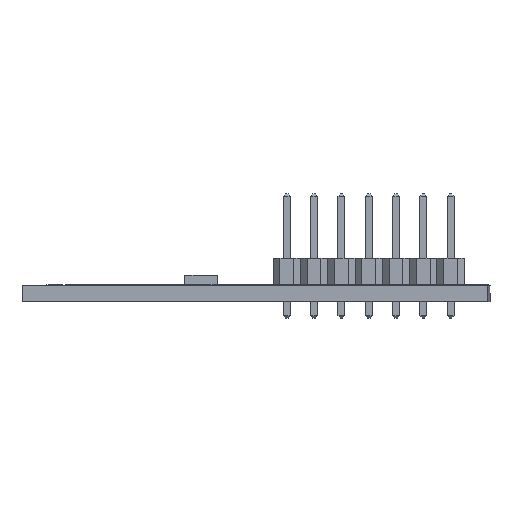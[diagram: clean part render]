
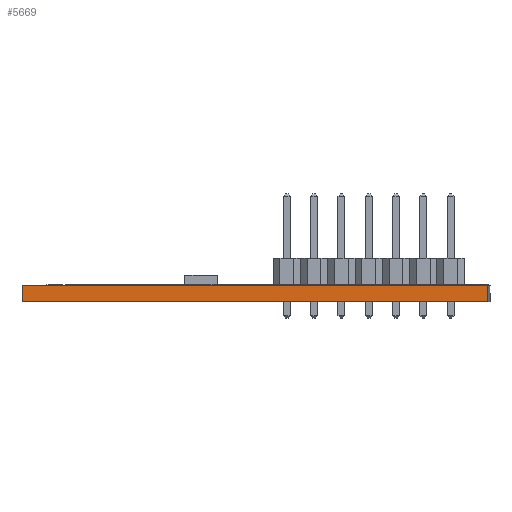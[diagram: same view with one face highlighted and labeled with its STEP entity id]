
A CAD part, left-side view. The second image highlights one B-rep face of the part: STEP entity #5669.
In plain terms, the highlighted planar face has unit normal (-1, 0.002, 0).
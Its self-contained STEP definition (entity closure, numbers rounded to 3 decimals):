
#930=FACE_OUTER_BOUND('',#1233,.T.);
#1233=EDGE_LOOP('',(#5001,#5002,#5003,#5004));
#1952=LINE('',#9275,#2517);
#1960=LINE('',#9290,#2525);
#1961=LINE('',#9292,#2526);
#1962=LINE('',#9293,#2527);
#2517=VECTOR('',#7753,10.);
#2525=VECTOR('',#7765,10.);
#2526=VECTOR('',#7768,10.);
#2527=VECTOR('',#7769,10.);
#2987=VERTEX_POINT('',#9272);
#2988=VERTEX_POINT('',#9274);
#2992=VERTEX_POINT('',#9286);
#2993=VERTEX_POINT('',#9288);
#3710=EDGE_CURVE('',#2987,#2988,#1952,.T.);
#3718=EDGE_CURVE('',#2992,#2993,#1960,.T.);
#3719=EDGE_CURVE('',#2987,#2992,#1961,.T.);
#3720=EDGE_CURVE('',#2988,#2993,#1962,.T.);
#5001=ORIENTED_EDGE('',*,*,#3719,.T.);
#5002=ORIENTED_EDGE('',*,*,#3718,.T.);
#5003=ORIENTED_EDGE('',*,*,#3720,.F.);
#5004=ORIENTED_EDGE('',*,*,#3710,.F.);
#5380=PLANE('',#6230);
#5669=ADVANCED_FACE('',(#930),#5380,.T.);
#6230=AXIS2_PLACEMENT_3D('',#9291,#7766,#7767);
#7753=DIRECTION('',(0.,0.,1.));
#7765=DIRECTION('',(0.,0.,1.));
#7766=DIRECTION('center_axis',(-1.,0.002,0.));
#7767=DIRECTION('ref_axis',(-0.002,-1.,0.));
#7768=DIRECTION('',(-0.002,-1.,0.));
#7769=DIRECTION('',(-0.002,-1.,0.));
#9272=CARTESIAN_POINT('',(0.1,43.33,0.));
#9274=CARTESIAN_POINT('',(0.1,43.33,1.5));
#9275=CARTESIAN_POINT('',(0.1,43.33,0.));
#9286=CARTESIAN_POINT('',(0.,0.,0.));
#9288=CARTESIAN_POINT('',(0.,0.,1.5));
#9290=CARTESIAN_POINT('',(0.,0.,0.));
#9291=CARTESIAN_POINT('Origin',(0.1,43.33,0.));
#9292=CARTESIAN_POINT('',(0.1,43.33,0.));
#9293=CARTESIAN_POINT('',(0.1,43.33,1.5));
